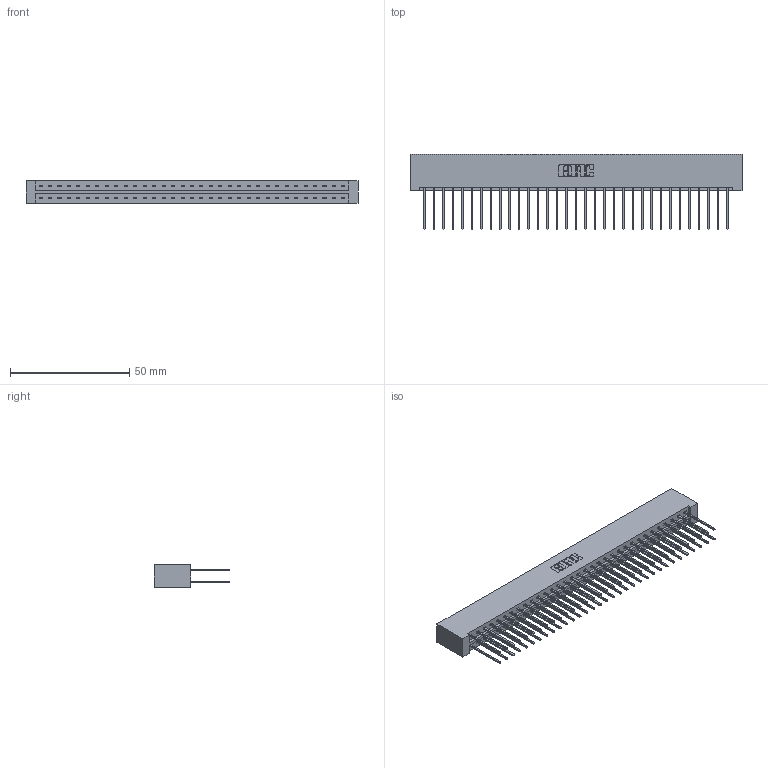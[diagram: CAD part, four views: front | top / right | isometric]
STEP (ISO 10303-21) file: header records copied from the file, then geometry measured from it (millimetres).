
FILE_DESCRIPTION (( 'STEP AP203' ), '1' );
FILE_NAME ('333-066-542-201.STEP', '2018-08-04T11:32:12', ( '' ), ( '' ), 'SwSTEP 2.0', 'SolidWorks 2016', '' );
FILE_SCHEMA (( 'CONFIG_CONTROL_DESIGN' ));
Length unit declared in the file: inch
Products named in the file (3): 333 Part_Lugless; 345-292-001_345-293-142; 333-066-542-201
Assembly tree (67 placements, depth 2):
  333-066-542-201
    333 Part_Lugless
    345-292-001_345-293-142  x66
Bounding box: 139.01 x 31.63 x 9.4 mm (x, y, z)
Volume: 15048.3 mm3; surface area: 19240.8 mm2
Topology: 67 solids, 67 shells, 3538 faces, 10517 edges, 6922 vertices
Faces by surface type: plane 2442, cylinder 1096
Entity records: 22135 total; most frequent: CARTESIAN_POINT 3678, ORIENTED_EDGE 3614, DIRECTION 3151, EDGE_CURVE 1807, LINE 1687, VECTOR 1687, VERTEX_POINT 1202, AXIS2_PLACEMENT_3D 732
